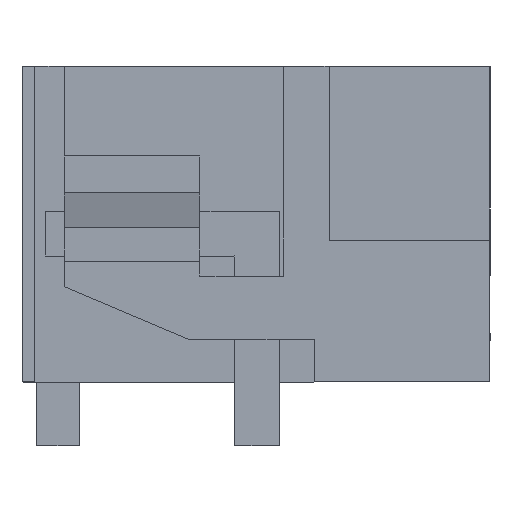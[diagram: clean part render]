
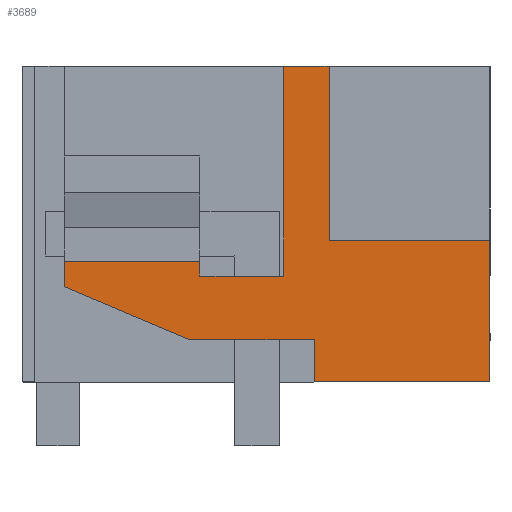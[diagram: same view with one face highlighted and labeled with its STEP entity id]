
A CAD part, left-side view. The second image highlights one B-rep face of the part: STEP entity #3689.
In plain terms, the highlighted planar face has unit normal (-1, 0, 0).
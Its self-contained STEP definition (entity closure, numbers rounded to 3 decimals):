
#3615=AXIS2_PLACEMENT_3D('Plane Axis2P3D',#3612,#3613,#3614) ;
#1681=CARTESIAN_POINT('Vertex',(0.,4.875,8.95)) ;
#1684=CARTESIAN_POINT('Line Origine',(0.,4.338,8.95)) ;
#1688=CARTESIAN_POINT('Vertex',(0.,3.8,8.95)) ;
#2157=CARTESIAN_POINT('Vertex',(0.,0.,1.5)) ;
#2160=CARTESIAN_POINT('Line Origine',(0.,2.075,1.5)) ;
#2164=CARTESIAN_POINT('Vertex',(0.,4.15,1.5)) ;
#3418=CARTESIAN_POINT('Vertex',(0.,10.05,3.75)) ;
#3421=CARTESIAN_POINT('Line Origine',(0.,10.05,4.05)) ;
#3425=CARTESIAN_POINT('Vertex',(0.,10.05,4.35)) ;
#3597=CARTESIAN_POINT('Vertex',(0.,4.875,4.)) ;
#3600=CARTESIAN_POINT('Line Origine',(0.,4.875,6.475)) ;
#3612=CARTESIAN_POINT('Axis2P3D Location',(0.,11.05,-1.7)) ;
#3617=CARTESIAN_POINT('Line Origine',(0.,5.863,4.)) ;
#3621=CARTESIAN_POINT('Vertex',(0.,6.85,4.)) ;
#3624=CARTESIAN_POINT('Line Origine',(0.,6.85,4.175)) ;
#3628=CARTESIAN_POINT('Vertex',(0.,6.85,4.35)) ;
#3631=CARTESIAN_POINT('Line Origine',(0.,8.45,4.35)) ;
#3636=CARTESIAN_POINT('Line Origine',(0.,8.571,3.123)) ;
#3640=CARTESIAN_POINT('Vertex',(0.,7.092,2.497)) ;
#3643=CARTESIAN_POINT('Line Origine',(0.,5.621,2.497)) ;
#3647=CARTESIAN_POINT('Vertex',(0.,4.15,2.497)) ;
#3650=CARTESIAN_POINT('Line Origine',(0.,4.15,1.998)) ;
#3655=CARTESIAN_POINT('Line Origine',(0.,0.,3.175)) ;
#3659=CARTESIAN_POINT('Vertex',(0.,0.,4.85)) ;
#3662=CARTESIAN_POINT('Line Origine',(0.,1.9,4.85)) ;
#3666=CARTESIAN_POINT('Vertex',(0.,3.8,4.85)) ;
#3669=CARTESIAN_POINT('Line Origine',(0.,3.8,6.9)) ;
#1685=DIRECTION('Vector Direction',(0.,-1.,0.)) ;
#2161=DIRECTION('Vector Direction',(0.,1.,0.)) ;
#3422=DIRECTION('Vector Direction',(0.,0.,-1.)) ;
#3601=DIRECTION('Vector Direction',(0.,0.,1.)) ;
#3613=DIRECTION('Axis2P3D Direction',(-1.,0.,0.)) ;
#3614=DIRECTION('Axis2P3D XDirection',(0.,-1.,0.)) ;
#3618=DIRECTION('Vector Direction',(0.,1.,0.)) ;
#3625=DIRECTION('Vector Direction',(0.,0.,1.)) ;
#3632=DIRECTION('Vector Direction',(0.,1.,0.)) ;
#3637=DIRECTION('Vector Direction',(0.,0.921,0.39)) ;
#3644=DIRECTION('Vector Direction',(0.,-1.,0.)) ;
#3651=DIRECTION('Vector Direction',(0.,0.,-1.)) ;
#3656=DIRECTION('Vector Direction',(0.,0.,-1.)) ;
#3663=DIRECTION('Vector Direction',(0.,1.,0.)) ;
#3670=DIRECTION('Vector Direction',(0.,0.,-1.)) ;
#1686=VECTOR('Line Direction',#1685,1.) ;
#2162=VECTOR('Line Direction',#2161,1.) ;
#3423=VECTOR('Line Direction',#3422,1.) ;
#3602=VECTOR('Line Direction',#3601,1.) ;
#3619=VECTOR('Line Direction',#3618,1.) ;
#3626=VECTOR('Line Direction',#3625,1.) ;
#3633=VECTOR('Line Direction',#3632,1.) ;
#3638=VECTOR('Line Direction',#3637,1.) ;
#3645=VECTOR('Line Direction',#3644,1.) ;
#3652=VECTOR('Line Direction',#3651,1.) ;
#3657=VECTOR('Line Direction',#3656,1.) ;
#3664=VECTOR('Line Direction',#3663,1.) ;
#3671=VECTOR('Line Direction',#3670,1.) ;
#3675=ORIENTED_EDGE('',*,*,#1690,.T.) ;
#3676=ORIENTED_EDGE('',*,*,#3604,.T.) ;
#3677=ORIENTED_EDGE('',*,*,#3623,.T.) ;
#3678=ORIENTED_EDGE('',*,*,#3630,.T.) ;
#3679=ORIENTED_EDGE('',*,*,#3635,.T.) ;
#3680=ORIENTED_EDGE('',*,*,#3427,.T.) ;
#3681=ORIENTED_EDGE('',*,*,#3642,.T.) ;
#3682=ORIENTED_EDGE('',*,*,#3649,.T.) ;
#3683=ORIENTED_EDGE('',*,*,#3654,.T.) ;
#3684=ORIENTED_EDGE('',*,*,#2166,.T.) ;
#3685=ORIENTED_EDGE('',*,*,#3661,.T.) ;
#3686=ORIENTED_EDGE('',*,*,#3668,.F.) ;
#3687=ORIENTED_EDGE('',*,*,#3673,.F.) ;
#3689=ADVANCED_FACE('HOUSING',(#3688),#3616,.T.) ;
#1690=EDGE_CURVE('',#1689,#1682,#1687,.F.) ;
#2166=EDGE_CURVE('',#2165,#2158,#2163,.F.) ;
#3427=EDGE_CURVE('',#3426,#3419,#3424,.T.) ;
#3604=EDGE_CURVE('',#1682,#3598,#3603,.F.) ;
#3623=EDGE_CURVE('',#3598,#3622,#3620,.T.) ;
#3630=EDGE_CURVE('',#3622,#3629,#3627,.T.) ;
#3635=EDGE_CURVE('',#3629,#3426,#3634,.T.) ;
#3642=EDGE_CURVE('',#3419,#3641,#3639,.F.) ;
#3649=EDGE_CURVE('',#3641,#3648,#3646,.T.) ;
#3654=EDGE_CURVE('',#3648,#2165,#3653,.T.) ;
#3661=EDGE_CURVE('',#2158,#3660,#3658,.F.) ;
#3668=EDGE_CURVE('',#3667,#3660,#3665,.F.) ;
#3673=EDGE_CURVE('',#1689,#3667,#3672,.T.) ;
#3674=EDGE_LOOP('',(#3675,#3676,#3677,#3678,#3679,#3680,#3681,#3682,#3683,#3684,#3685,#3686,#3687)) ;
#3688=FACE_OUTER_BOUND('',#3674,.T.) ;
#1687=LINE('Line',#1684,#1686) ;
#2163=LINE('Line',#2160,#2162) ;
#3424=LINE('Line',#3421,#3423) ;
#3603=LINE('Line',#3600,#3602) ;
#3620=LINE('Line',#3617,#3619) ;
#3627=LINE('Line',#3624,#3626) ;
#3634=LINE('Line',#3631,#3633) ;
#3639=LINE('Line',#3636,#3638) ;
#3646=LINE('Line',#3643,#3645) ;
#3653=LINE('Line',#3650,#3652) ;
#3658=LINE('Line',#3655,#3657) ;
#3665=LINE('Line',#3662,#3664) ;
#3672=LINE('Line',#3669,#3671) ;
#3616=PLANE('',#3615) ;
#1682=VERTEX_POINT('',#1681) ;
#1689=VERTEX_POINT('',#1688) ;
#2158=VERTEX_POINT('',#2157) ;
#2165=VERTEX_POINT('',#2164) ;
#3419=VERTEX_POINT('',#3418) ;
#3426=VERTEX_POINT('',#3425) ;
#3598=VERTEX_POINT('',#3597) ;
#3622=VERTEX_POINT('',#3621) ;
#3629=VERTEX_POINT('',#3628) ;
#3641=VERTEX_POINT('',#3640) ;
#3648=VERTEX_POINT('',#3647) ;
#3660=VERTEX_POINT('',#3659) ;
#3667=VERTEX_POINT('',#3666) ;
